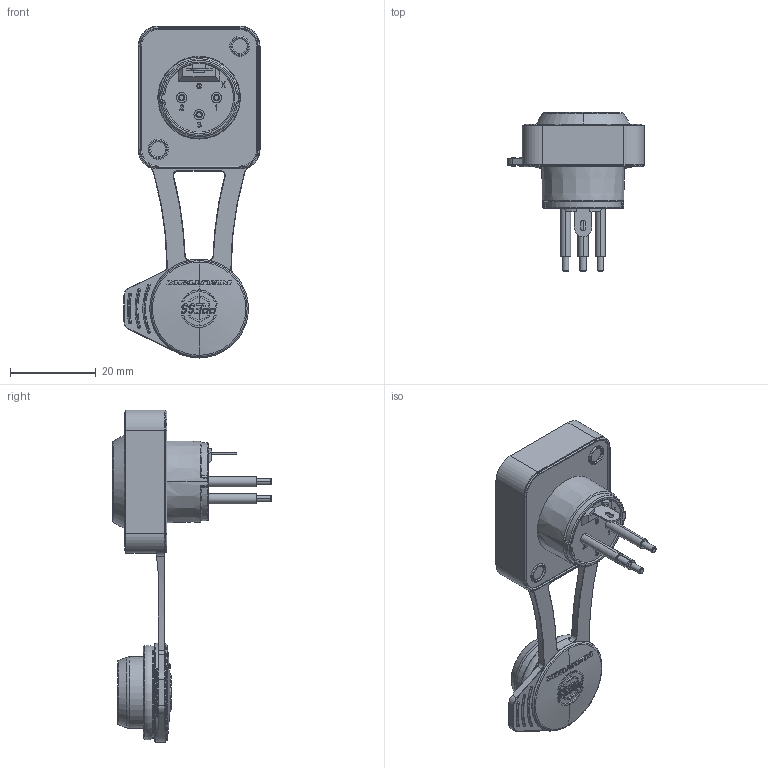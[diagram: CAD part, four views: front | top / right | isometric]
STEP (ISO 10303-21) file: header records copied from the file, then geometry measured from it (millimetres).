
FILE_DESCRIPTION((''),'2;1');
FILE_NAME('30012634','2025-08-06T09:14:06',('SYSTEM'),(''),'CREO PARAMETRIC BY PTC INC, 2023424','CREO PARAMETRIC BY PTC INC, 2023424','');
FILE_SCHEMA(('CONFIG_CONTROL_DESIGN'));
Length unit declared in the file: millimetre
Products named in the file (1): 30012634
Bounding box: 31.7 x 37 x 77.3 mm (x, y, z)
Volume: 14481.8 mm3; surface area: 7408.3 mm2
Topology: 1 solids, 2 shells, 913 faces, 2571 edges, 1711 vertices
Faces by surface type: plane 559, cylinder 126, torus 73, bspline 70, cone 42, sphere 27, extrusion 16
Entity records: 34417 total; most frequent: CARTESIAN_POINT 10747, ORIENTED_EDGE 5126, DIRECTION 4917, EDGE_CURVE 2563, AXIS2_PLACEMENT_3D 1903, VERTEX_POINT 1711, VECTOR 1111, LINE 1095
